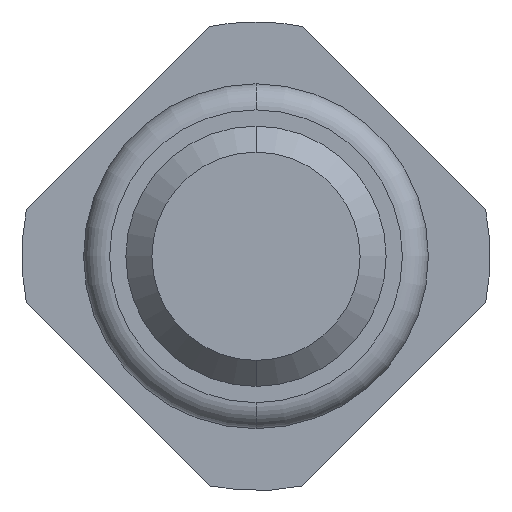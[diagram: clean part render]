
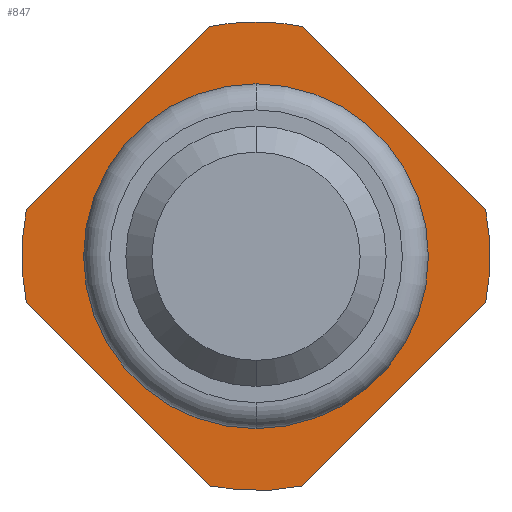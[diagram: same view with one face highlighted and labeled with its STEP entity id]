
A CAD part, front view. The second image highlights one B-rep face of the part: STEP entity #847.
In plain terms, the highlighted planar face has unit normal (0, -1, 0).
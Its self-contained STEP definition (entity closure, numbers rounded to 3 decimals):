
#1 = EDGE_CURVE ( 'Defeature ausgef�hrt2_2+Defeature ausgef�hrt2_0+Defeature ausgef�hrt2_17+Defeature ausgef�hrt2_18', #4549, #3486, #1654, .T. ) ;
#300 = AXIS2_PLACEMENT_3D ( 'NONE', #925, #4537, #3487 ) ;
#336 = CIRCLE ( 'NONE', #4363, 1.325 ) ;
#352 = AXIS2_PLACEMENT_3D ( 'NONE', #2949, #375, #761 ) ;
#375 = DIRECTION ( 'NONE',  ( 0., 1., 0. ) ) ;
#464 = EDGE_CURVE ( 'Defeature ausgef�hrt2_0+Defeature ausgef�hrt2_12+Defeature ausgef�hrt2_12+Defeature ausgef�hrt2_12', #1298, #1292, #336, .T. ) ;
#615 = CARTESIAN_POINT ( 'NONE',  ( -0.161, -2., -1.961 ) ) ;
#666 = DIRECTION ( 'NONE',  ( 0., 1., 0. ) ) ;
#755 = LINE ( 'NONE', #3011, #1389 ) ;
#761 = DIRECTION ( 'NONE',  ( 0., 0., 1. ) ) ;
#839 = FACE_BOUND ( 'NONE', #1780, .T. ) ;
#847 = ADVANCED_FACE ( 'Defeature ausgef�hrt2_0', ( #839, #4152 ), #2763, .F. ) ;
#864 = DIRECTION ( 'NONE',  ( 0.707, 0., 0.707 ) ) ;
#912 = CARTESIAN_POINT ( 'NONE',  ( 0., -2., 0. ) ) ;
#925 = CARTESIAN_POINT ( 'NONE',  ( 0., -2., 0. ) ) ;
#927 = AXIS2_PLACEMENT_3D ( 'NONE', #2170, #3238, #4308 ) ;
#1078 = CARTESIAN_POINT ( 'NONE',  ( 1.961, -2., 0.161 ) ) ;
#1098 = CARTESIAN_POINT ( 'NONE',  ( 0., -2., 0. ) ) ;
#1124 = CARTESIAN_POINT ( 'NONE',  ( 0., -2., 0. ) ) ;
#1182 = ORIENTED_EDGE ( 'NONE', *, *, #2069, .F. ) ;
#1273 = AXIS2_PLACEMENT_3D ( 'NONE', #3591, #666, #4618 ) ;
#1292 = VERTEX_POINT ( 'NONE', #3911 ) ;
#1298 = VERTEX_POINT ( 'NONE', #4628 ) ;
#1389 = VECTOR ( 'NONE', #864, 1000. ) ;
#1424 = ORIENTED_EDGE ( 'NONE', *, *, #2676, .F. ) ;
#1476 = DIRECTION ( 'NONE',  ( 0.707, 0., -0.707 ) ) ;
#1499 = DIRECTION ( 'NONE',  ( 0., 1., 0. ) ) ;
#1553 = ORIENTED_EDGE ( 'NONE', *, *, #2629, .F. ) ;
#1571 = EDGE_CURVE ( 'Defeature ausgef�hrt2_3+Defeature ausgef�hrt2_0+Defeature ausgef�hrt2_16+Defeature ausgef�hrt2_17', #3097, #4144, #2649, .T. ) ;
#1639 = DIRECTION ( 'NONE',  ( -0.707, 0., -0.707 ) ) ;
#1654 = CIRCLE ( 'NONE', #1273, 1.8 ) ;
#1780 = EDGE_LOOP ( 'NONE', ( #4181, #2015 ) ) ;
#1796 = CARTESIAN_POINT ( 'NONE',  ( -1.764, -2., 0.357 ) ) ;
#1809 = EDGE_CURVE ( 'Defeature ausgef�hrt2_0+Defeature ausgef�hrt2_12+Defeature ausgef�hrt2_12+Defeature ausgef�hrt2_12', #1292, #1298, #2476, .T. ) ;
#2004 = DIRECTION ( 'NONE',  ( 0., 0., 1. ) ) ;
#2015 = ORIENTED_EDGE ( 'NONE', *, *, #1809, .T. ) ;
#2016 = ORIENTED_EDGE ( 'NONE', *, *, #2644, .F. ) ;
#2065 = DIRECTION ( 'NONE',  ( 0., 1., 0. ) ) ;
#2069 = EDGE_CURVE ( 'Defeature ausgef�hrt2_17+Defeature ausgef�hrt2_0+Defeature ausgef�hrt2_3+Defeature ausgef�hrt2_2', #4144, #3861, #755, .T. ) ;
#2140 = EDGE_CURVE ( 'Defeature ausgef�hrt2_15+Defeature ausgef�hrt2_0+Defeature ausgef�hrt2_1+Defeature ausgef�hrt2_4', #3413, #2164, #2582, .T. ) ;
#2150 = EDGE_CURVE ( 'Defeature ausgef�hrt2_1+Defeature ausgef�hrt2_0+Defeature ausgef�hrt2_18+Defeature ausgef�hrt2_15', #4697, #3413, #4338, .T. ) ;
#2164 = VERTEX_POINT ( 'NONE', #2753 ) ;
#2170 = CARTESIAN_POINT ( 'NONE',  ( 1.8, -2., 0. ) ) ;
#2196 = EDGE_CURVE ( 'Defeature ausgef�hrt2_4+Defeature ausgef�hrt2_0+Defeature ausgef�hrt2_15+Defeature ausgef�hrt2_16', #2164, #2554, #3901, .T. ) ;
#2324 = CARTESIAN_POINT ( 'NONE',  ( -0.357, -2., 1.764 ) ) ;
#2357 = ORIENTED_EDGE ( 'NONE', *, *, #1571, .F. ) ;
#2367 = CARTESIAN_POINT ( 'NONE',  ( 1.764, -2., -0.357 ) ) ;
#2382 = DIRECTION ( 'NONE',  ( 0., 0., 1. ) ) ;
#2389 = ORIENTED_EDGE ( 'NONE', *, *, #2150, .F. ) ;
#2476 = CIRCLE ( 'NONE', #3618, 1.325 ) ;
#2531 = LINE ( 'NONE', #1078, #3159 ) ;
#2554 = VERTEX_POINT ( 'NONE', #2799 ) ;
#2582 = LINE ( 'NONE', #3816, #3276 ) ;
#2629 = EDGE_CURVE ( 'Defeature ausgef�hrt2_16+Defeature ausgef�hrt2_0+Defeature ausgef�hrt2_4+Defeature ausgef�hrt2_3', #2554, #3097, #3505, .T. ) ;
#2644 = EDGE_CURVE ( 'Defeature ausgef�hrt2_2+Defeature ausgef�hrt2_0+Defeature ausgef�hrt2_17+Defeature ausgef�hrt2_18', #3861, #4549, #3949, .T. ) ;
#2649 = CIRCLE ( 'NONE', #4336, 1.8 ) ;
#2676 = EDGE_CURVE ( 'Defeature ausgef�hrt2_18+Defeature ausgef�hrt2_0+Defeature ausgef�hrt2_2+Defeature ausgef�hrt2_1', #3486, #4697, #2531, .T. ) ;
#2753 = CARTESIAN_POINT ( 'NONE',  ( 0.357, -2., -1.764 ) ) ;
#2763 = PLANE ( 'NONE',  #927 ) ;
#2799 = CARTESIAN_POINT ( 'NONE',  ( -0.357, -2., -1.764 ) ) ;
#2899 = EDGE_LOOP ( 'NONE', ( #1424, #3171, #2016, #1182, #2357, #1553, #4554, #3008, #2389 ) ) ;
#2949 = CARTESIAN_POINT ( 'NONE',  ( 0., -2., 0. ) ) ;
#3008 = ORIENTED_EDGE ( 'NONE', *, *, #2140, .F. ) ;
#3011 = CARTESIAN_POINT ( 'NONE',  ( -0.161, -2., 1.961 ) ) ;
#3097 = VERTEX_POINT ( 'NONE', #4611 ) ;
#3159 = VECTOR ( 'NONE', #1476, 1000. ) ;
#3171 = ORIENTED_EDGE ( 'NONE', *, *, #1, .F. ) ;
#3178 = DIRECTION ( 'NONE',  ( -0.707, 0., 0.707 ) ) ;
#3238 = DIRECTION ( 'NONE',  ( 0., 1., 0. ) ) ;
#3276 = VECTOR ( 'NONE', #1639, 1000. ) ;
#3330 = DIRECTION ( 'NONE',  ( 0., 0., 1. ) ) ;
#3335 = DIRECTION ( 'NONE',  ( 0., 0., 1. ) ) ;
#3413 = VERTEX_POINT ( 'NONE', #2367 ) ;
#3467 = DIRECTION ( 'NONE',  ( 0., 1., 0. ) ) ;
#3486 = VERTEX_POINT ( 'NONE', #3565 ) ;
#3487 = DIRECTION ( 'NONE',  ( 0., 0., 1. ) ) ;
#3505 = LINE ( 'NONE', #615, #4333 ) ;
#3565 = CARTESIAN_POINT ( 'NONE',  ( 0.357, -2., 1.764 ) ) ;
#3591 = CARTESIAN_POINT ( 'NONE',  ( 0., -2., 0. ) ) ;
#3618 = AXIS2_PLACEMENT_3D ( 'NONE', #1124, #1499, #3335 ) ;
#3811 = CARTESIAN_POINT ( 'NONE',  ( 0., -2., 0. ) ) ;
#3816 = CARTESIAN_POINT ( 'NONE',  ( 1.961, -2., -0.161 ) ) ;
#3861 = VERTEX_POINT ( 'NONE', #2324 ) ;
#3901 = CIRCLE ( 'NONE', #300, 1.8 ) ;
#3911 = CARTESIAN_POINT ( 'NONE',  ( 0., -2., -1.325 ) ) ;
#3949 = CIRCLE ( 'NONE', #352, 1.8 ) ;
#4110 = CARTESIAN_POINT ( 'NONE',  ( 1.764, -2., 0.357 ) ) ;
#4142 = AXIS2_PLACEMENT_3D ( 'NONE', #912, #2065, #2004 ) ;
#4144 = VERTEX_POINT ( 'NONE', #1796 ) ;
#4152 = FACE_OUTER_BOUND ( 'NONE', #2899, .T. ) ;
#4181 = ORIENTED_EDGE ( 'NONE', *, *, #464, .T. ) ;
#4308 = DIRECTION ( 'NONE',  ( 0., 0., 1. ) ) ;
#4314 = CARTESIAN_POINT ( 'NONE',  ( 0., -2., 1.8 ) ) ;
#4333 = VECTOR ( 'NONE', #3178, 1000. ) ;
#4336 = AXIS2_PLACEMENT_3D ( 'NONE', #1098, #4352, #3330 ) ;
#4338 = CIRCLE ( 'NONE', #4142, 1.8 ) ;
#4352 = DIRECTION ( 'NONE',  ( 0., 1., 0. ) ) ;
#4363 = AXIS2_PLACEMENT_3D ( 'NONE', #3811, #3467, #2382 ) ;
#4537 = DIRECTION ( 'NONE',  ( 0., 1., 0. ) ) ;
#4549 = VERTEX_POINT ( 'NONE', #4314 ) ;
#4554 = ORIENTED_EDGE ( 'NONE', *, *, #2196, .F. ) ;
#4611 = CARTESIAN_POINT ( 'NONE',  ( -1.764, -2., -0.357 ) ) ;
#4618 = DIRECTION ( 'NONE',  ( 0., 0., 1. ) ) ;
#4628 = CARTESIAN_POINT ( 'NONE',  ( 0., -2., 1.325 ) ) ;
#4697 = VERTEX_POINT ( 'NONE', #4110 ) ;
